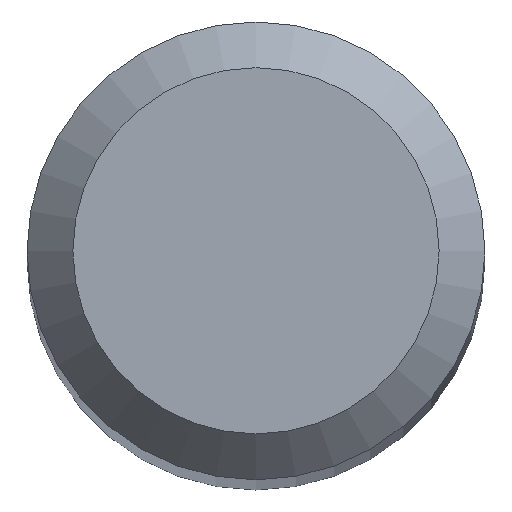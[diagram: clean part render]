
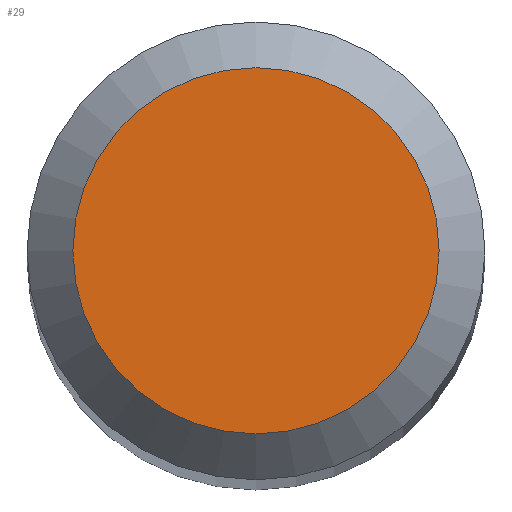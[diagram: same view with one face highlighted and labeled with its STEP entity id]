
A CAD part, top view. The second image highlights one B-rep face of the part: STEP entity #29.
In plain terms, the highlighted planar face has unit normal (0, 0, 1).
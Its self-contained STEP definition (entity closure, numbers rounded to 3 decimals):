
#29 = ADVANCED_FACE ( 'NONE', ( #157 ), #199, .F. ) ;
#39 = CARTESIAN_POINT ( 'NONE',  ( 0., 0., 30. ) ) ;
#43 = AXIS2_PLACEMENT_3D ( 'NONE', #39, #109, #53 ) ;
#53 = DIRECTION ( 'NONE',  ( 0., 1., 0. ) ) ;
#56 = DIRECTION ( 'NONE',  ( 0., 0., -1. ) ) ;
#76 = DIRECTION ( 'NONE',  ( 0., 1., 0. ) ) ;
#99 = VERTEX_POINT ( 'NONE', #166 ) ;
#102 = ORIENTED_EDGE ( 'NONE', *, *, #182, .F. ) ;
#105 = CIRCLE ( 'NONE', #43, 0.6 ) ;
#109 = DIRECTION ( 'NONE',  ( 0., 0., -1. ) ) ;
#119 = AXIS2_PLACEMENT_3D ( 'NONE', #175, #56, #76 ) ;
#157 = FACE_OUTER_BOUND ( 'NONE', #178, .T. ) ;
#166 = CARTESIAN_POINT ( 'NONE',  ( 0., 0.6, 30. ) ) ;
#175 = CARTESIAN_POINT ( 'NONE',  ( 0., 0., 30. ) ) ;
#178 = EDGE_LOOP ( 'NONE', ( #102 ) ) ;
#182 = EDGE_CURVE ( 'NONE', #99, #99, #105, .T. ) ;
#199 = PLANE ( 'NONE',  #119 ) ;
